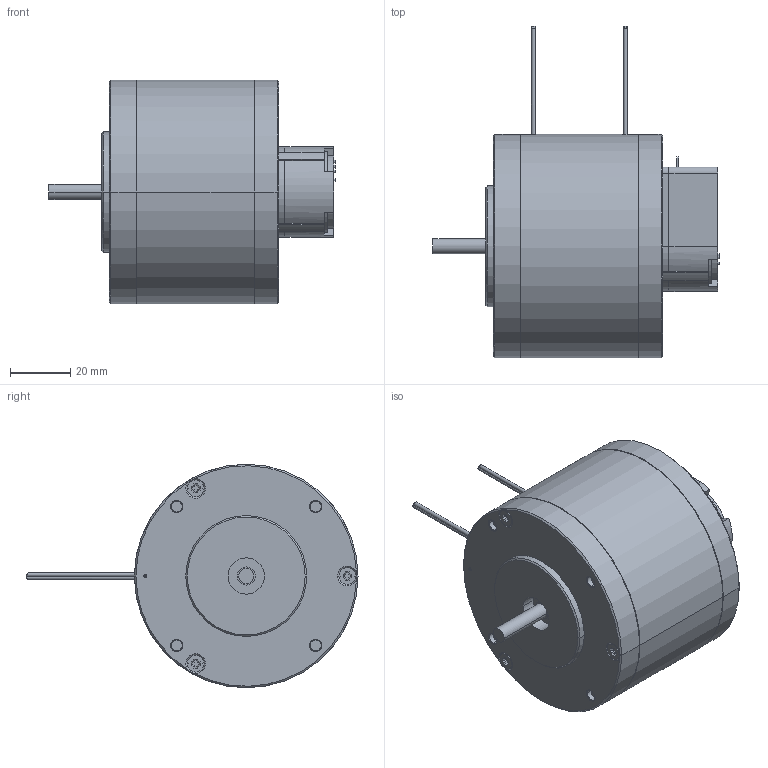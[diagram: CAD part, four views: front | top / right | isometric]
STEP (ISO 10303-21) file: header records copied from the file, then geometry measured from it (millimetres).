
FILE_DESCRIPTION((''),'2;1');
FILE_NAME('7011903660_ASM','2016-03-08T',('sandip.dhanwate'),(''),'PRO/ENGINEER BY PARAMETRIC TECHNOLOGY CORPORATION, 2014310','PRO/ENGINEER BY PARAMETRIC TECHNOLOGY CORPORATION, 2014310','');
FILE_SCHEMA(('CONFIG_CONTROL_DESIGN'));
Length unit declared in the file: millimetre
Products named in the file (15): 7899896574; 7800906575_ASM; 7800906639_AF1; 7800906640_AF0; 7800906576_AF0_ASM; 7800906570; 7800906641_ASM; 7800906577; 7800906578_ASM; 7800906579; 7800906614_ASM; 0942503012; 7011903659_ASM; HEDS_5540; 7011903660_ASM
Assembly tree (19 placements, depth 5):
  7011903660_ASM
    7011903659_ASM
      7800906576_AF0_ASM
        7800906575_ASM
          7899896574
        7800906639_AF1
        7800906640_AF0
      7800906641_ASM
        7800906570
      7800906578_ASM
        7800906577
      7800906614_ASM
        7800906579
      0942503012  x6
    HEDS_5540
Bounding box: 94.7 x 109.9 x 74 mm (x, y, z)
Volume: 304841.4 mm3; surface area: 50837 mm2
Topology: 14 solids, 32 shells, 516 faces, 1303 edges, 861 vertices
Faces by surface type: plane 292, cylinder 159, cone 63, extrusion 2
Entity records: 12669 total; most frequent: CARTESIAN_POINT 2371, DIRECTION 2228, ORIENTED_EDGE 1966, EDGE_CURVE 1009, AXIS2_PLACEMENT_3D 812, VERTEX_POINT 671, VECTOR 604, LINE 602
